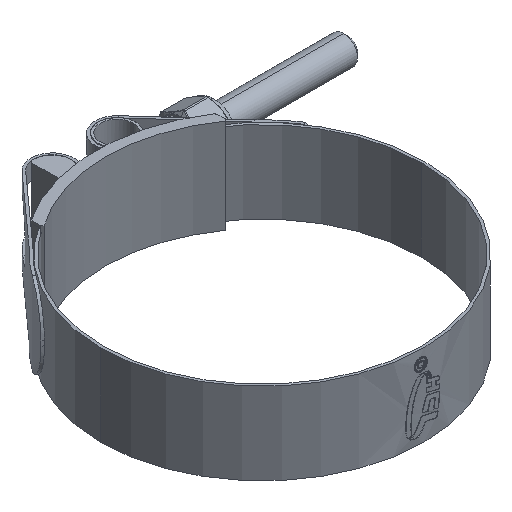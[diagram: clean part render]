
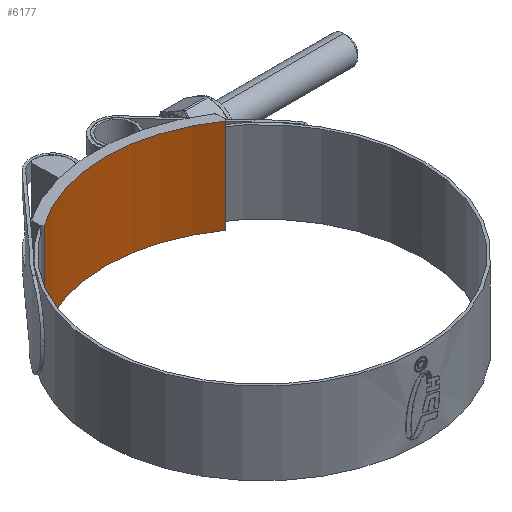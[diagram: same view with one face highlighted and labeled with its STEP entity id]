
A CAD part, isometric view. The second image highlights one B-rep face of the part: STEP entity #6177.
In plain terms, the highlighted cylindrical face has radius 36.39 mm (diameter 72.78 mm), a partial arc.
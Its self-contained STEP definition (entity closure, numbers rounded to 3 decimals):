
#681 = CIRCLE ( 'NONE', #2517, 36.39 ) ;
#1157 = CARTESIAN_POINT ( 'NONE',  ( 0., 0., -11. ) ) ;
#1871 = CARTESIAN_POINT ( 'NONE',  ( 21.146, 29.616, 11. ) ) ;
#2175 = CARTESIAN_POINT ( 'NONE',  ( -21.146, 29.616, 10.39 ) ) ;
#2377 = LINE ( 'NONE', #2175, #14205 ) ;
#2517 = AXIS2_PLACEMENT_3D ( 'NONE', #1157, #6683, #9938 ) ;
#2968 = VERTEX_POINT ( 'NONE', #1871 ) ;
#3679 = ORIENTED_EDGE ( 'NONE', *, *, #12015, .F. ) ;
#3751 = CARTESIAN_POINT ( 'NONE',  ( 21.146, 29.616, 10.39 ) ) ;
#4224 = VERTEX_POINT ( 'NONE', #12742 ) ;
#4513 = CARTESIAN_POINT ( 'NONE',  ( 21.146, 29.616, -11. ) ) ;
#5102 = EDGE_CURVE ( 'NONE', #6883, #6696, #681, .T. ) ;
#5993 = CARTESIAN_POINT ( 'NONE',  ( 0., 0., 10.39 ) ) ;
#6177 = ADVANCED_FACE ( 'NONE', ( #8246 ), #7319, .F. ) ;
#6195 = EDGE_CURVE ( 'NONE', #6883, #2968, #10422, .T. ) ;
#6683 = DIRECTION ( 'NONE',  ( 0., 0., 1. ) ) ;
#6696 = VERTEX_POINT ( 'NONE', #14081 ) ;
#6883 = VERTEX_POINT ( 'NONE', #4513 ) ;
#7027 = AXIS2_PLACEMENT_3D ( 'NONE', #8594, #13026, #11945 ) ;
#7106 = DIRECTION ( 'NONE',  ( 0., 0., 1. ) ) ;
#7319 = CYLINDRICAL_SURFACE ( 'NONE', #9962, 36.39 ) ;
#7351 = ORIENTED_EDGE ( 'NONE', *, *, #6195, .T. ) ;
#8246 = FACE_OUTER_BOUND ( 'NONE', #11390, .T. ) ;
#8594 = CARTESIAN_POINT ( 'NONE',  ( 0., 0., 11. ) ) ;
#8776 = DIRECTION ( 'NONE',  ( 0., 0., 1. ) ) ;
#9321 = CIRCLE ( 'NONE', #7027, 36.39 ) ;
#9378 = ORIENTED_EDGE ( 'NONE', *, *, #5102, .F. ) ;
#9938 = DIRECTION ( 'NONE',  ( 1., 0., 0. ) ) ;
#9962 = AXIS2_PLACEMENT_3D ( 'NONE', #5993, #13753, #12604 ) ;
#10422 = LINE ( 'NONE', #3751, #12975 ) ;
#10507 = EDGE_CURVE ( 'NONE', #4224, #2968, #9321, .T. ) ;
#11014 = ORIENTED_EDGE ( 'NONE', *, *, #10507, .F. ) ;
#11390 = EDGE_LOOP ( 'NONE', ( #11014, #3679, #9378, #7351 ) ) ;
#11945 = DIRECTION ( 'NONE',  ( 1., 0., 0. ) ) ;
#12015 = EDGE_CURVE ( 'NONE', #6696, #4224, #2377, .T. ) ;
#12604 = DIRECTION ( 'NONE',  ( 1., 0., 0. ) ) ;
#12742 = CARTESIAN_POINT ( 'NONE',  ( -21.146, 29.616, 11. ) ) ;
#12975 = VECTOR ( 'NONE', #7106, 1000. ) ;
#13026 = DIRECTION ( 'NONE',  ( 0., 0., -1. ) ) ;
#13753 = DIRECTION ( 'NONE',  ( 0., 0., 1. ) ) ;
#14081 = CARTESIAN_POINT ( 'NONE',  ( -21.146, 29.616, -11. ) ) ;
#14205 = VECTOR ( 'NONE', #8776, 1000. ) ;
